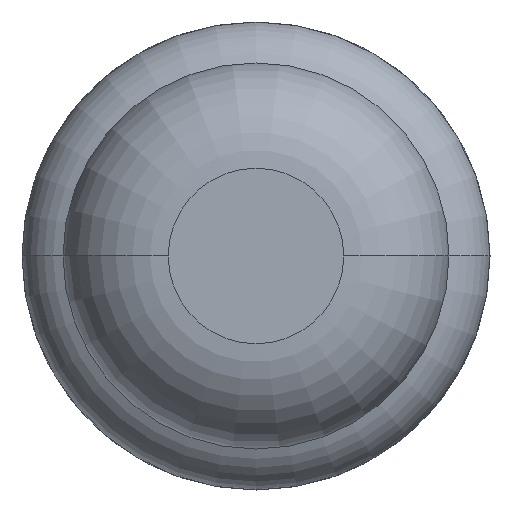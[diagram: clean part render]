
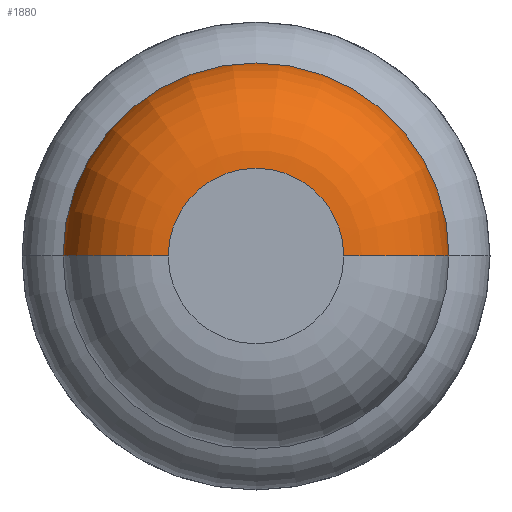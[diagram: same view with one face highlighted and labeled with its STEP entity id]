
A CAD part, front view. The second image highlights one B-rep face of the part: STEP entity #1880.
In plain terms, the highlighted toroidal (fillet/blend) face has major radius 0.375 mm and minor radius 0.45 mm.
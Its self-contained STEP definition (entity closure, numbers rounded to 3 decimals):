
#255 = FACE_OUTER_BOUND ( 'NONE', #3796, .T. ) ;
#329 = AXIS2_PLACEMENT_3D ( 'NONE', #4973, #942, #3291 ) ;
#368 = CARTESIAN_POINT ( 'NONE',  ( -0.375, -31.55, 0. ) ) ;
#410 = CIRCLE ( 'NONE', #5169, 0.45 ) ;
#433 = EDGE_CURVE ( 'Defeature ausgef�hrt1_7+Defeature ausgef�hrt1_8+Defeature ausgef�hrt1_8+Defeature ausgef�hrt1_8', #4877, #1705, #570, .T. ) ;
#570 = CIRCLE ( 'NONE', #2915, 0.375 ) ;
#639 = DIRECTION ( 'NONE',  ( 1., 0., 0. ) ) ;
#819 = CARTESIAN_POINT ( 'NONE',  ( -0.825, -31.55, 0. ) ) ;
#942 = DIRECTION ( 'NONE',  ( 0., -1., 0. ) ) ;
#1202 = CARTESIAN_POINT ( 'NONE',  ( -0.375, -32., 0. ) ) ;
#1265 = DIRECTION ( 'NONE',  ( 0., -1., 0. ) ) ;
#1349 = DIRECTION ( 'NONE',  ( 0., 0., 1. ) ) ;
#1524 = DIRECTION ( 'NONE',  ( 0., -1., 0. ) ) ;
#1705 = VERTEX_POINT ( 'NONE', #1202 ) ;
#1796 = DIRECTION ( 'NONE',  ( 1., 0., 0. ) ) ;
#1809 = TOROIDAL_SURFACE ( 'NONE', #329, 0.375, 0.45 ) ;
#1866 = EDGE_CURVE ( 'NONE', #3801, #1705, #410, .T. ) ;
#1870 = ORIENTED_EDGE ( 'NONE', *, *, #433, .F. ) ;
#1880 = ADVANCED_FACE ( 'Defeature ausgef�hrt1_8', ( #255 ), #1809, .T. ) ;
#2120 = DIRECTION ( 'NONE',  ( 1., 0., 0. ) ) ;
#2142 = CARTESIAN_POINT ( 'NONE',  ( 0.825, -31.55, 0. ) ) ;
#2237 = VERTEX_POINT ( 'NONE', #2142 ) ;
#2567 = DIRECTION ( 'NONE',  ( -1., 0., 0. ) ) ;
#2915 = AXIS2_PLACEMENT_3D ( 'NONE', #4077, #1265, #2120 ) ;
#2955 = ORIENTED_EDGE ( 'NONE', *, *, #1866, .T. ) ;
#3050 = CIRCLE ( 'NONE', #4876, 0.825 ) ;
#3291 = DIRECTION ( 'NONE',  ( 1., 0., 0. ) ) ;
#3493 = ORIENTED_EDGE ( 'NONE', *, *, #5426, .F. ) ;
#3796 = EDGE_LOOP ( 'NONE', ( #4249, #2955, #1870, #3493 ) ) ;
#3801 = VERTEX_POINT ( 'NONE', #819 ) ;
#3935 = CARTESIAN_POINT ( 'NONE',  ( 0.375, -31.55, 0. ) ) ;
#3948 = EDGE_CURVE ( 'Defeature ausgef�hrt1_8+Defeature ausgef�hrt1_9+Defeature ausgef�hrt1_9+Defeature ausgef�hrt1_9', #2237, #3801, #3050, .T. ) ;
#3972 = CARTESIAN_POINT ( 'NONE',  ( 0.375, -32., 0. ) ) ;
#3977 = CIRCLE ( 'NONE', #5508, 0.45 ) ;
#4077 = CARTESIAN_POINT ( 'NONE',  ( 0., -32., 0. ) ) ;
#4249 = ORIENTED_EDGE ( 'NONE', *, *, #3948, .T. ) ;
#4449 = DIRECTION ( 'NONE',  ( 0., 0., -1. ) ) ;
#4790 = CARTESIAN_POINT ( 'NONE',  ( 0., -31.55, 0. ) ) ;
#4876 = AXIS2_PLACEMENT_3D ( 'NONE', #4790, #1524, #639 ) ;
#4877 = VERTEX_POINT ( 'NONE', #3972 ) ;
#4973 = CARTESIAN_POINT ( 'NONE',  ( 0., -31.55, 0. ) ) ;
#5169 = AXIS2_PLACEMENT_3D ( 'NONE', #368, #1349, #1796 ) ;
#5426 = EDGE_CURVE ( 'NONE', #2237, #4877, #3977, .T. ) ;
#5508 = AXIS2_PLACEMENT_3D ( 'NONE', #3935, #4449, #2567 ) ;
